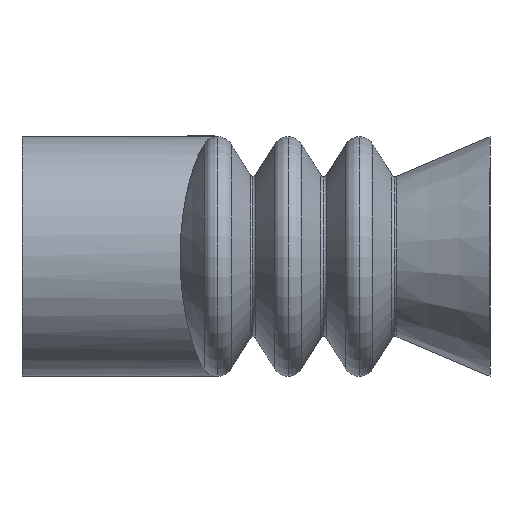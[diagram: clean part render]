
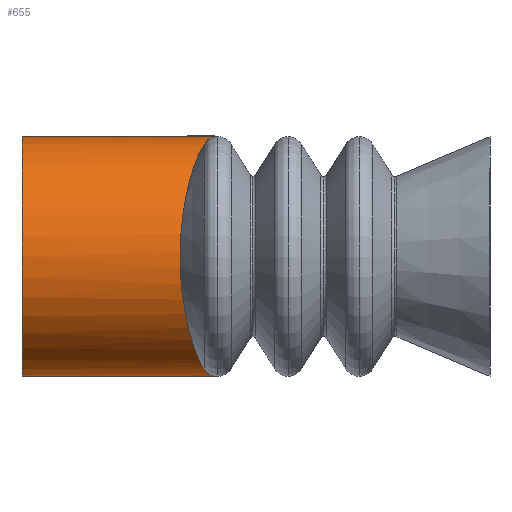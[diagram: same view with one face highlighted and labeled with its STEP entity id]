
A CAD part, left-side view. The second image highlights one B-rep face of the part: STEP entity #655.
In plain terms, the highlighted cylindrical face has radius 11.4 mm (diameter 22.8 mm), a partial arc.
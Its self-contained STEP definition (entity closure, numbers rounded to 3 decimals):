
#655=ADVANCED_FACE('',(#1374),#1375,.T.);
#1374=FACE_OUTER_BOUND('',#2149,.T.);
#1375=CYLINDRICAL_SURFACE('',#2150,11.4);
#2149=EDGE_LOOP('',(#5289,#5290,#5291,#5292,#5293,#5294,#5295,#5296,#5297,#5298));
#2150=AXIS2_PLACEMENT_3D('',#5299,#5300,#5301);
#5289=ORIENTED_EDGE('',*,*,#5949,.F.);
#5290=ORIENTED_EDGE('',*,*,#6290,.T.);
#5291=ORIENTED_EDGE('',*,*,#5864,.T.);
#5292=ORIENTED_EDGE('',*,*,#6128,.T.);
#5293=ORIENTED_EDGE('',*,*,#6132,.F.);
#5294=ORIENTED_EDGE('',*,*,#6140,.T.);
#5295=ORIENTED_EDGE('',*,*,#6120,.F.);
#5296=ORIENTED_EDGE('',*,*,#6073,.F.);
#5297=ORIENTED_EDGE('',*,*,#5951,.T.);
#5298=ORIENTED_EDGE('',*,*,#6405,.T.);
#5299=CARTESIAN_POINT('',(-22.2,43.829,0.0));
#5300=DIRECTION('',(0.0,1.0,0.0));
#5301=DIRECTION('',(0.0,0.0,1.0));
#5864=EDGE_CURVE('',#6742,#6744,#6746,.T.);
#5949=EDGE_CURVE('',#6883,#6885,#6886,.T.);
#5951=EDGE_CURVE('',#6889,#6887,#6890,.T.);
#6073=EDGE_CURVE('',#6889,#7005,#7088,.T.);
#6120=EDGE_CURVE('',#7005,#7160,#7161,.T.);
#6128=EDGE_CURVE('',#6744,#7169,#7170,.T.);
#6132=EDGE_CURVE('',#7173,#7169,#7175,.T.);
#6140=EDGE_CURVE('',#7173,#7160,#7183,.T.);
#6290=EDGE_CURVE('',#6883,#6742,#7360,.T.);
#6405=EDGE_CURVE('',#6887,#6885,#7482,.T.);
#6742=VERTEX_POINT('',#7927);
#6744=VERTEX_POINT('',#7930);
#6746=B_SPLINE_CURVE_WITH_KNOTS('',3,(#7933,#7934,#7935,#7936,#7937,#7938),.UNSPECIFIED.,.F.,.F.,(4,2,4),(0.,0.002,0.004),.UNSPECIFIED.);
#6883=VERTEX_POINT('',#8092);
#6885=VERTEX_POINT('',#8101);
#6886=LINE('',#8102,#8103);
#6887=VERTEX_POINT('',#8104);
#6889=VERTEX_POINT('',#8106);
#6890=LINE('',#8107,#8108);
#7005=VERTEX_POINT('',#8321);
#7088=LINE('',#8584,#8585);
#7160=VERTEX_POINT('',#8763);
#7161=B_SPLINE_CURVE_WITH_KNOTS('',3,(#8764,#8765,#8766,#8767,#8768,#8769),.UNSPECIFIED.,.F.,.F.,(4,2,4),(0.,0.002,0.004),.UNSPECIFIED.);
#7169=VERTEX_POINT('',#8787);
#7170=(B_SPLINE_CURVE(3,(#8789,#8790,#8791,#8792),.UNSPECIFIED.,.F.,.F.)B_SPLINE_CURVE_WITH_KNOTS((4,4),(3.495,3.538),.UNSPECIFIED.)RATIONAL_B_SPLINE_CURVE((1.0,1.,1.,1.0))BOUNDED_CURVE()REPRESENTATION_ITEM('')GEOMETRIC_REPRESENTATION_ITEM()CURVE());
#7173=VERTEX_POINT('',#8802);
#7175=B_SPLINE_CURVE_WITH_KNOTS('',3,(#8805,#8806,#8807,#8808,#8809,#8810,#8811,#8812,#8813,#8814,#8815,#8816,#8817,#8818,#8819,#8820,#8821,#8822,#8823,#8824,#8825,#8826,#8827,#8828,#8829,#8830,#8831,#8832,#8833,#8834,#8835,#8836,#8837,#8838,#8839,#8840),.UNSPECIFIED.,.F.,.F.,(4,2,2,2,2,2,2,2,2,2,2,2,2,2,2,2,2,4),(0.,0.003,0.005,0.007,0.008,0.008,0.01,0.012,0.013,0.014,0.015,0.016,0.017,0.019,0.02,0.022,0.024,0.027),.UNSPECIFIED.);
#7183=(B_SPLINE_CURVE(3,(#8880,#8881,#8882,#8883),.UNSPECIFIED.,.F.,.F.)B_SPLINE_CURVE_WITH_KNOTS((4,4),(2.745,2.788),.UNSPECIFIED.)RATIONAL_B_SPLINE_CURVE((1.0,1.,1.,1.0))BOUNDED_CURVE()REPRESENTATION_ITEM('')GEOMETRIC_REPRESENTATION_ITEM()CURVE());
#7360=LINE('',#9158,#9159);
#7482=CIRCLE('',#9316,11.4);
#7927=CARTESIAN_POINT('',(-22.2,25.9,-11.4));
#7930=CARTESIAN_POINT('',(-26.151,27.173,-10.694));
#7933=CARTESIAN_POINT('',(-22.2,25.9,-11.4));
#7934=CARTESIAN_POINT('',(-22.866,26.141,-11.4));
#7935=CARTESIAN_POINT('',(-23.535,26.384,-11.341));
#7936=CARTESIAN_POINT('',(-24.853,26.824,-11.107));
#7937=CARTESIAN_POINT('',(-25.503,27.024,-10.933));
#7938=CARTESIAN_POINT('',(-26.151,27.173,-10.694));
#8092=CARTESIAN_POINT('',(-22.2,29.0,-11.4));
#8101=CARTESIAN_POINT('',(-22.2,44.5,-11.4));
#8102=CARTESIAN_POINT('',(-22.2,43.829,-11.4));
#8103=VECTOR('',#10382,1000.0);
#8104=CARTESIAN_POINT('',(-22.2,44.5,11.4));
#8106=CARTESIAN_POINT('',(-22.2,29.0,11.4));
#8107=CARTESIAN_POINT('',(-22.2,43.829,11.4));
#8108=VECTOR('',#10386,1000.0);
#8321=CARTESIAN_POINT('',(-22.2,25.9,11.4));
#8584=CARTESIAN_POINT('',(-22.2,25.9,11.4));
#8585=VECTOR('',#10532,1000.0);
#8763=CARTESIAN_POINT('',(-26.151,27.173,10.694));
#8764=CARTESIAN_POINT('',(-22.2,25.9,11.4));
#8765=CARTESIAN_POINT('',(-22.866,26.141,11.4));
#8766=CARTESIAN_POINT('',(-23.535,26.384,11.341));
#8767=CARTESIAN_POINT('',(-24.853,26.824,11.107));
#8768=CARTESIAN_POINT('',(-25.503,27.024,10.933));
#8769=CARTESIAN_POINT('',(-26.151,27.173,10.694));
#8787=CARTESIAN_POINT('',(-26.6,27.283,-10.517));
#8789=CARTESIAN_POINT('',(-26.151,27.173,-10.694));
#8790=CARTESIAN_POINT('',(-26.302,27.208,-10.638));
#8791=CARTESIAN_POINT('',(-26.452,27.244,-10.579));
#8792=CARTESIAN_POINT('',(-26.6,27.283,-10.517));
#8802=CARTESIAN_POINT('',(-26.6,27.283,10.517));
#8805=CARTESIAN_POINT('',(-26.6,27.283,10.517));
#8806=CARTESIAN_POINT('',(-27.626,27.551,10.087));
#8807=CARTESIAN_POINT('',(-28.566,27.812,9.521));
#8808=CARTESIAN_POINT('',(-29.85,28.193,8.47));
#8809=CARTESIAN_POINT('',(-30.257,28.318,8.084));
#8810=CARTESIAN_POINT('',(-31.002,28.553,7.266));
#8811=CARTESIAN_POINT('',(-31.343,28.665,6.831));
#8812=CARTESIAN_POINT('',(-31.808,28.822,6.141));
#8813=CARTESIAN_POINT('',(-31.956,28.872,5.905));
#8814=CARTESIAN_POINT('',(-32.234,28.969,5.419));
#8815=CARTESIAN_POINT('',(-32.365,29.016,5.168));
#8816=CARTESIAN_POINT('',(-32.729,29.146,4.406));
#8817=CARTESIAN_POINT('',(-32.932,29.221,3.885));
#8818=CARTESIAN_POINT('',(-33.261,29.344,2.815));
#8819=CARTESIAN_POINT('',(-33.387,29.393,2.266));
#8820=CARTESIAN_POINT('',(-33.515,29.442,1.42));
#8821=CARTESIAN_POINT('',(-33.547,29.455,1.136));
#8822=CARTESIAN_POINT('',(-33.589,29.471,0.57));
#8823=CARTESIAN_POINT('',(-33.6,29.475,0.288));
#8824=CARTESIAN_POINT('',(-33.6,29.476,-0.559));
#8825=CARTESIAN_POINT('',(-33.559,29.459,-1.122));
#8826=CARTESIAN_POINT('',(-33.433,29.41,-1.964));
#8827=CARTESIAN_POINT('',(-33.38,29.39,-2.245));
#8828=CARTESIAN_POINT('',(-33.255,29.342,-2.799));
#8829=CARTESIAN_POINT('',(-33.182,29.314,-3.072));
#8830=CARTESIAN_POINT('',(-32.935,29.222,-3.878));
#8831=CARTESIAN_POINT('',(-32.731,29.147,-4.4));
#8832=CARTESIAN_POINT('',(-32.248,28.974,-5.414));
#8833=CARTESIAN_POINT('',(-31.967,28.875,-5.906));
#8834=CARTESIAN_POINT('',(-31.345,28.666,-6.829));
#8835=CARTESIAN_POINT('',(-31.003,28.554,-7.264));
#8836=CARTESIAN_POINT('',(-30.257,28.318,-8.084));
#8837=CARTESIAN_POINT('',(-29.85,28.193,-8.47));
#8838=CARTESIAN_POINT('',(-28.566,27.812,-9.521));
#8839=CARTESIAN_POINT('',(-27.626,27.551,-10.087));
#8840=CARTESIAN_POINT('',(-26.6,27.283,-10.517));
#8880=CARTESIAN_POINT('',(-26.6,27.283,10.517));
#8881=CARTESIAN_POINT('',(-26.452,27.244,10.579));
#8882=CARTESIAN_POINT('',(-26.302,27.208,10.638));
#8883=CARTESIAN_POINT('',(-26.151,27.173,10.694));
#9158=CARTESIAN_POINT('',(-22.2,25.9,-11.4));
#9159=VECTOR('',#10766,1000.0);
#9316=AXIS2_PLACEMENT_3D('',#10864,#10865,#10866);
#10382=DIRECTION('',(0.0,1.0,0.0));
#10386=DIRECTION('',(0.0,1.0,0.0));
#10532=DIRECTION('',(0.0,-1.0,0.));
#10766=DIRECTION('',(0.0,-1.0,0.));
#10864=CARTESIAN_POINT('',(-22.2,44.5,0.0));
#10865=DIRECTION('',(0.0,-1.0,0.0));
#10866=DIRECTION('',(0.0,0.0,1.0));
